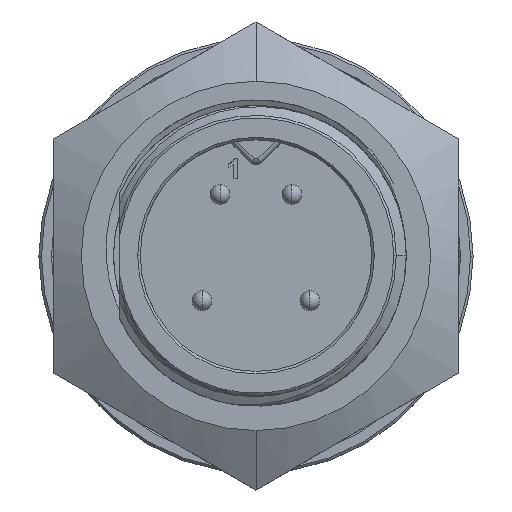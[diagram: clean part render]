
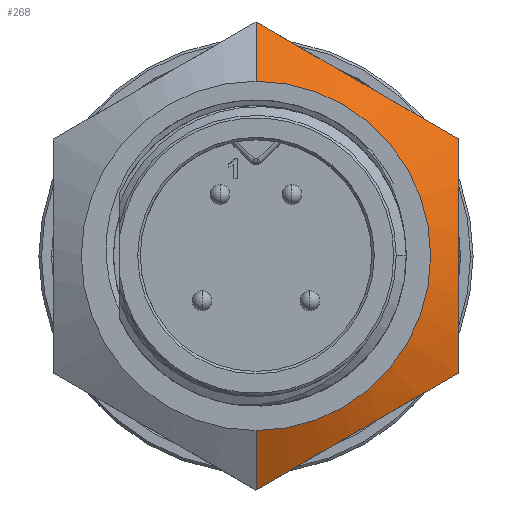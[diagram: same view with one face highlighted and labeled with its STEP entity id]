
A CAD part, top view. The second image highlights one B-rep face of the part: STEP entity #268.
In plain terms, the highlighted conical face has half-angle 61.689 degrees and reference radius 8.89 mm.
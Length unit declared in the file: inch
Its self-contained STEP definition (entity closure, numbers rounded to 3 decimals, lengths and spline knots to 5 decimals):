
#268 = ADVANCED_FACE ( 'NONE', ( #560 ), #959, .T. ) ;
#558 = AXIS2_PLACEMENT_3D ( 'NONE', #4664, #4665, #4666 ) ;
#560 = FACE_OUTER_BOUND ( 'NONE', #2582, .T. ) ;
#894 = CIRCLE ( 'NONE', #6874, 0.35 ) ;
#959 = CONICAL_SURFACE ( 'NONE', #558, 0.35, 1.077 ) ;
#1511 = EDGE_CURVE ( 'NONE', #2492, #2484, #5265, .T. ) ;
#1524 = EDGE_CURVE ( 'NONE', #2305, #2492, #5260, .T. ) ;
#1530 = EDGE_CURVE ( 'NONE', #2363, #2305, #12316, .T. ) ;
#1531 = EDGE_CURVE ( 'NONE', #2311, #2363, #894, .T. ) ;
#1533 = EDGE_CURVE ( 'NONE', #2311, #2421, #12331, .T. ) ;
#2215 = EDGE_CURVE ( 'NONE', #2484, #2421, #2834, .T. ) ;
#2242 = ORIENTED_EDGE ( 'NONE', *, *, #1524, .T. ) ;
#2245 = ORIENTED_EDGE ( 'NONE', *, *, #2215, .T. ) ;
#2249 = ORIENTED_EDGE ( 'NONE', *, *, #1531, .T. ) ;
#2256 = ORIENTED_EDGE ( 'NONE', *, *, #1530, .T. ) ;
#2259 = ORIENTED_EDGE ( 'NONE', *, *, #1511, .T. ) ;
#2280 = ORIENTED_EDGE ( 'NONE', *, *, #1533, .F. ) ;
#2305 = VERTEX_POINT ( 'NONE', #24445 ) ;
#2311 = VERTEX_POINT ( 'NONE', #24451 ) ;
#2363 = VERTEX_POINT ( 'NONE', #24503 ) ;
#2421 = VERTEX_POINT ( 'NONE', #24563 ) ;
#2484 = VERTEX_POINT ( 'NONE', #24626 ) ;
#2492 = VERTEX_POINT ( 'NONE', #24634 ) ;
#2582 = EDGE_LOOP ( 'NONE', ( #2249, #2256, #2242, #2259, #2245, #2280 ) ) ;
#2834 = B_SPLINE_CURVE_WITH_KNOTS ( 'NONE', 3,
 ( #24380, #24384, #24385, #24386, #24387, #24388, #24389, #24390, #24391, #24392, #24393, #24394 ),
 .UNSPECIFIED., .F., .F.,
 ( 4, 2, 2, 2, 2, 4 ),
 ( 0., 0.003, 0.00601, 0.00751, 0.00901, 0.01201 ),
 .UNSPECIFIED. ) ;
#4664 = CARTESIAN_POINT ( 'NONE',  ( 0., 0., -0.3334 ) ) ;
#4665 = DIRECTION ( 'NONE',  ( 0., 0., -1. ) ) ;
#4666 = DIRECTION ( 'NONE',  ( 0., 1., 0. ) ) ;
#5260 = B_SPLINE_CURVE_WITH_KNOTS ( 'NONE', 3,
 ( #12273, #12277, #12278, #12279, #12280, #12281, #12282, #12283, #12284, #12285, #12286, #12287 ),
 .UNSPECIFIED., .F., .F.,
 ( 4, 2, 2, 2, 2, 4 ),
 ( 0., 0.003, 0.00601, 0.00751, 0.00901, 0.01201 ),
 .UNSPECIFIED. ) ;
#5265 = B_SPLINE_CURVE_WITH_KNOTS ( 'NONE', 3,
 ( #12216, #12217, #12218, #12219, #12220, #12221, #12222, #12223, #12224, #12225, #12226, #12227 ),
 .UNSPECIFIED., .F., .F.,
 ( 4, 2, 2, 2, 2, 4 ),
 ( 0.00518, 0.00817, 0.00967, 0.01117, 0.01417, 0.01716 ),
 .UNSPECIFIED. ) ;
#6874 = AXIS2_PLACEMENT_3D ( 'NONE', #12315, #12319, #12320 ) ;
#6878 = VECTOR ( 'NONE', #12318, 39.37008 ) ;
#6880 = VECTOR ( 'NONE', #12333, 39.37008 ) ;
#12216 = CARTESIAN_POINT ( 'NONE',  ( 0.406, -0.2344, -0.3974 ) ) ;
#12217 = CARTESIAN_POINT ( 'NONE',  ( 0.406, -0.19643, -0.38717 ) ) ;
#12218 = CARTESIAN_POINT ( 'NONE',  ( 0.406, -0.158, -0.37867 ) ) ;
#12219 = CARTESIAN_POINT ( 'NONE',  ( 0.406, -0.09933, -0.36979 ) ) ;
#12220 = CARTESIAN_POINT ( 'NONE',  ( 0.406, -0.07957, -0.36747 ) ) ;
#12221 = CARTESIAN_POINT ( 'NONE',  ( 0.406, -0.03979, -0.36436 ) ) ;
#12222 = CARTESIAN_POINT ( 'NONE',  ( 0.406, -0.01996, -0.36357 ) ) ;
#12223 = CARTESIAN_POINT ( 'NONE',  ( 0.406, 0.0394, -0.36356 ) ) ;
#12224 = CARTESIAN_POINT ( 'NONE',  ( 0.406, 0.07875, -0.36672 ) ) ;
#12225 = CARTESIAN_POINT ( 'NONE',  ( 0.406, 0.15708, -0.37849 ) ) ;
#12226 = CARTESIAN_POINT ( 'NONE',  ( 0.406, 0.19615, -0.3871 ) ) ;
#12227 = CARTESIAN_POINT ( 'NONE',  ( 0.406, 0.2344, -0.3974 ) ) ;
#12273 = CARTESIAN_POINT ( 'NONE',  ( 0., -0.46881, -0.3974 ) ) ;
#12277 = CARTESIAN_POINT ( 'NONE',  ( 0.03323, -0.44962, -0.38706 ) ) ;
#12278 = CARTESIAN_POINT ( 'NONE',  ( 0.06668, -0.43031, -0.37856 ) ) ;
#12279 = CARTESIAN_POINT ( 'NONE',  ( 0.13419, -0.39133, -0.3668 ) ) ;
#12280 = CARTESIAN_POINT ( 'NONE',  ( 0.16826, -0.37166, -0.36358 ) ) ;
#12281 = CARTESIAN_POINT ( 'NONE',  ( 0.21992, -0.34184, -0.36356 ) ) ;
#12282 = CARTESIAN_POINT ( 'NONE',  ( 0.2372, -0.33186, -0.36435 ) ) ;
#12283 = CARTESIAN_POINT ( 'NONE',  ( 0.27143, -0.3121, -0.36742 ) ) ;
#12284 = CARTESIAN_POINT ( 'NONE',  ( 0.28844, -0.30228, -0.3697 ) ) ;
#12285 = CARTESIAN_POINT ( 'NONE',  ( 0.33923, -0.27295, -0.37853 ) ) ;
#12286 = CARTESIAN_POINT ( 'NONE',  ( 0.37274, -0.25361, -0.38705 ) ) ;
#12287 = CARTESIAN_POINT ( 'NONE',  ( 0.406, -0.2344, -0.3974 ) ) ;
#12315 = CARTESIAN_POINT ( 'NONE',  ( 0., 0., -0.3334 ) ) ;
#12316 = LINE ( 'NONE', #12317, #6878 ) ;
#12317 = CARTESIAN_POINT ( 'NONE',  ( 0., -0.35, -0.3334 ) ) ;
#12318 = DIRECTION ( 'NONE',  ( 0., -0.88, -0.474 ) ) ;
#12319 = DIRECTION ( 'NONE',  ( 0., 0., -1. ) ) ;
#12320 = DIRECTION ( 'NONE',  ( 0., 1., 0. ) ) ;
#12331 = LINE ( 'NONE', #12332, #6880 ) ;
#12332 = CARTESIAN_POINT ( 'NONE',  ( 0., 0.35, -0.3334 ) ) ;
#12333 = DIRECTION ( 'NONE',  ( 0., 0.88, -0.474 ) ) ;
#24380 = CARTESIAN_POINT ( 'NONE',  ( 0.406, 0.2344, -0.3974 ) ) ;
#24384 = CARTESIAN_POINT ( 'NONE',  ( 0.37277, 0.25359, -0.38706 ) ) ;
#24385 = CARTESIAN_POINT ( 'NONE',  ( 0.33932, 0.2729, -0.37856 ) ) ;
#24386 = CARTESIAN_POINT ( 'NONE',  ( 0.27181, 0.31188, -0.3668 ) ) ;
#24387 = CARTESIAN_POINT ( 'NONE',  ( 0.23774, 0.33155, -0.36358 ) ) ;
#24388 = CARTESIAN_POINT ( 'NONE',  ( 0.18608, 0.36138, -0.36356 ) ) ;
#24389 = CARTESIAN_POINT ( 'NONE',  ( 0.1688, 0.37135, -0.36435 ) ) ;
#24390 = CARTESIAN_POINT ( 'NONE',  ( 0.13457, 0.39111, -0.36742 ) ) ;
#24391 = CARTESIAN_POINT ( 'NONE',  ( 0.11756, 0.40094, -0.3697 ) ) ;
#24392 = CARTESIAN_POINT ( 'NONE',  ( 0.06677, 0.43026, -0.37853 ) ) ;
#24393 = CARTESIAN_POINT ( 'NONE',  ( 0.03326, 0.4496, -0.38705 ) ) ;
#24394 = CARTESIAN_POINT ( 'NONE',  ( 0., 0.46881, -0.3974 ) ) ;
#24445 = CARTESIAN_POINT ( 'NONE',  ( 0., -0.46881, -0.3974 ) ) ;
#24451 = CARTESIAN_POINT ( 'NONE',  ( 0., 0.35, -0.3334 ) ) ;
#24503 = CARTESIAN_POINT ( 'NONE',  ( 0., -0.35, -0.3334 ) ) ;
#24563 = CARTESIAN_POINT ( 'NONE',  ( 0., 0.46881, -0.3974 ) ) ;
#24626 = CARTESIAN_POINT ( 'NONE',  ( 0.406, 0.2344, -0.3974 ) ) ;
#24634 = CARTESIAN_POINT ( 'NONE',  ( 0.406, -0.2344, -0.3974 ) ) ;
